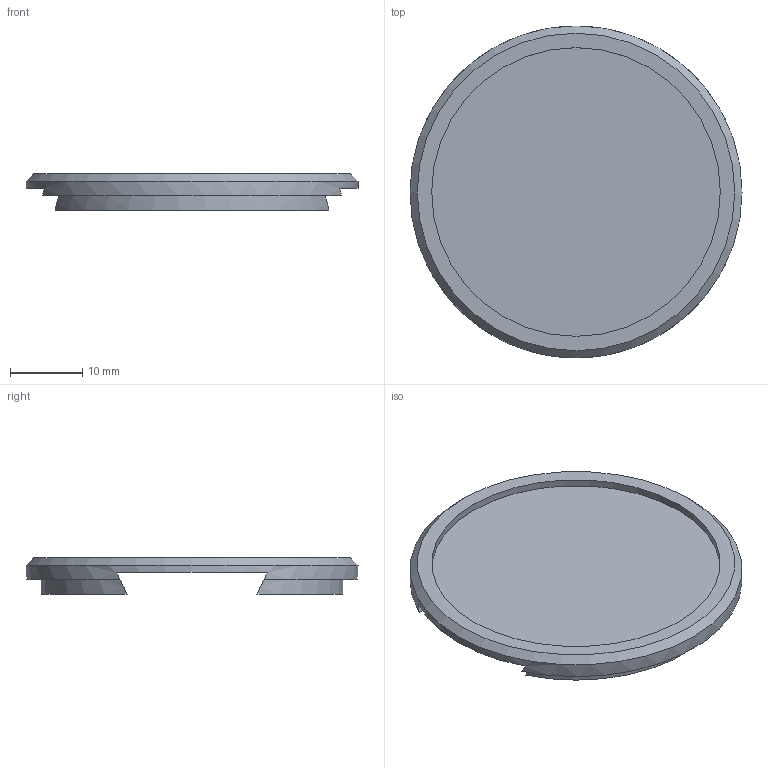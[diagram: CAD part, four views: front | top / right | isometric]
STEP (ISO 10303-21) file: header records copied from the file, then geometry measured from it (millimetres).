
FILE_DESCRIPTION(('HOOPS Exchange Step'),'2;1');
FILE_NAME('temp_export','2023-06-27T15:24:27-04:00',('gmoua'),('Shapr3D Limited'),'HOOPS Exchange 2022.2','Shapr3D','Authorized');
FILE_SCHEMA( ('AUTOMOTIVE_DESIGN { 1 0 10303 214 1 1 1 1 }') );
Length unit declared in the file: millimetre
Products named in the file (1): 43mm Lens Cap Body
Bounding box: 46 x 46 x 5 mm (x, y, z)
Volume: 3117.8 mm3; surface area: 4250.7 mm2
Topology: 1 solids, 1 shells, 37 faces, 94 edges, 62 vertices
Faces by surface type: plane 23, cylinder 4, torus 4, extrusion 3, bspline 2, cone 1
Full cylindrical faces by diameter (mm): 40 x1, 46 x1
Entity records: 1397 total; most frequent: CARTESIAN_POINT 454, DIRECTION 199, ORIENTED_EDGE 188, EDGE_CURVE 94, AXIS2_PLACEMENT_3D 78, VERTEX_POINT 62, VECTOR 43, LINE 40
